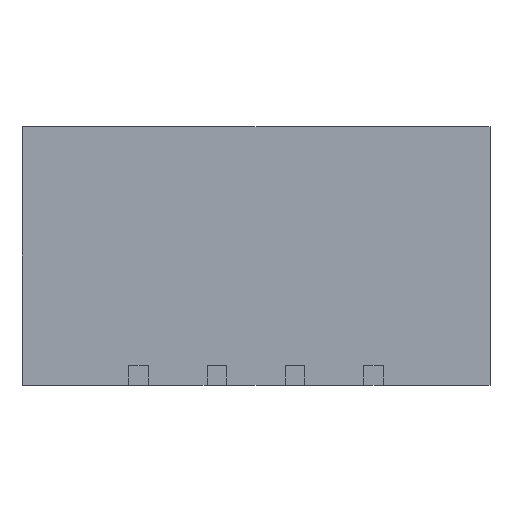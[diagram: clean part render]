
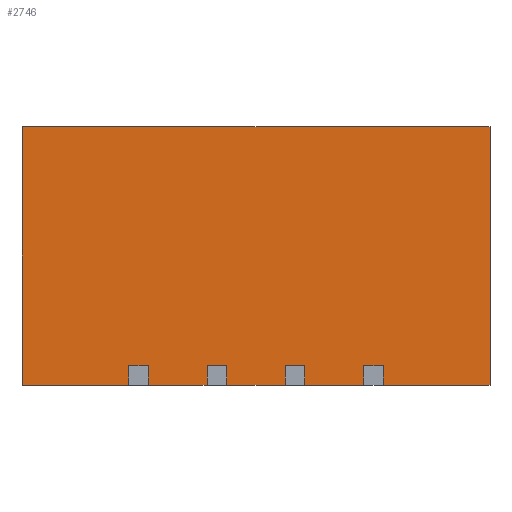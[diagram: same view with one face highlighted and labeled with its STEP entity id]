
A CAD part, front view. The second image highlights one B-rep face of the part: STEP entity #2746.
In plain terms, the highlighted planar face has unit normal (0, -1, 0).
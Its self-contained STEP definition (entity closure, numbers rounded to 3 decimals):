
#1270=CARTESIAN_POINT('',(-3.25,-5.0,0.5));
#1271=VERTEX_POINT('',#1270);
#1272=CARTESIAN_POINT('',(-2.75,-5.0,0.5));
#1273=VERTEX_POINT('',#1272);
#1274=CARTESIAN_POINT('',(-3.0,-5.0,0.5));
#1275=DIRECTION('',(1.0,0.0,-0.0));
#1276=VECTOR('',#1275,1.0);
#1277=LINE('',#1274,#1276);
#1278=EDGE_CURVE('n� 1658',#1271,#1273,#1277,.T.);
#1310=CARTESIAN_POINT('',(-1.25,-5.0,0.5));
#1311=VERTEX_POINT('',#1310);
#1312=CARTESIAN_POINT('',(-0.75,-5.0,0.5));
#1313=VERTEX_POINT('',#1312);
#1314=CARTESIAN_POINT('',(-1.0,-5.0,0.5));
#1315=DIRECTION('',(1.0,0.0,-0.0));
#1316=VECTOR('',#1315,1.0);
#1317=LINE('',#1314,#1316);
#1318=EDGE_CURVE('n� 1637',#1311,#1313,#1317,.T.);
#1350=CARTESIAN_POINT('',(0.75,-5.0,0.5));
#1351=VERTEX_POINT('',#1350);
#1352=CARTESIAN_POINT('',(1.25,-5.0,0.5));
#1353=VERTEX_POINT('',#1352);
#1354=CARTESIAN_POINT('',(1.0,-5.0,0.5));
#1355=DIRECTION('',(1.0,0.0,-0.0));
#1356=VECTOR('',#1355,1.0);
#1357=LINE('',#1354,#1356);
#1358=EDGE_CURVE('n� 1616',#1351,#1353,#1357,.T.);
#1390=CARTESIAN_POINT('',(2.75,-5.0,0.5));
#1391=VERTEX_POINT('',#1390);
#1392=CARTESIAN_POINT('',(3.25,-5.0,0.5));
#1393=VERTEX_POINT('',#1392);
#1394=CARTESIAN_POINT('',(3.0,-5.0,0.5));
#1395=DIRECTION('',(1.0,0.0,0.0));
#1396=VECTOR('',#1395,1.0);
#1397=LINE('',#1394,#1396);
#1398=EDGE_CURVE('n� 1595',#1391,#1393,#1397,.T.);
#1824=CARTESIAN_POINT('',(-3.25,-5.,-0.0));
#1825=VERTEX_POINT('',#1824);
#1826=CARTESIAN_POINT('',(-3.25,-5.0,0.25));
#1827=DIRECTION('',(0.0,0.,-1.0));
#1828=VECTOR('',#1827,1.0);
#1829=LINE('',#1826,#1828);
#1830=EDGE_CURVE('n� 1263',#1271,#1825,#1829,.T.);
#1871=CARTESIAN_POINT('',(-2.75,-5.,-0.0));
#1872=VERTEX_POINT('',#1871);
#1879=CARTESIAN_POINT('',(-2.75,-5.0,0.25));
#1880=DIRECTION('',(0.0,0.,1.0));
#1881=VECTOR('',#1880,1.0);
#1882=LINE('',#1879,#1881);
#1883=EDGE_CURVE('n� 1221',#1872,#1273,#1882,.T.);
#1903=CARTESIAN_POINT('',(-1.25,-5.,-0.0));
#1904=VERTEX_POINT('',#1903);
#1905=CARTESIAN_POINT('',(-1.25,-5.0,0.25));
#1906=DIRECTION('',(0.0,0.,-1.0));
#1907=VECTOR('',#1906,1.0);
#1908=LINE('',#1905,#1907);
#1909=EDGE_CURVE('n� 1200',#1311,#1904,#1908,.T.);
#1950=CARTESIAN_POINT('',(-0.75,-5.,-0.0));
#1951=VERTEX_POINT('',#1950);
#1958=CARTESIAN_POINT('',(-0.75,-5.0,0.25));
#1959=DIRECTION('',(0.0,0.,1.0));
#1960=VECTOR('',#1959,1.0);
#1961=LINE('',#1958,#1960);
#1962=EDGE_CURVE('n� 1158',#1951,#1313,#1961,.T.);
#1982=CARTESIAN_POINT('',(0.75,-5.,-0.0));
#1983=VERTEX_POINT('',#1982);
#1984=CARTESIAN_POINT('',(0.75,-5.0,0.25));
#1985=DIRECTION('',(0.0,0.,-1.0));
#1986=VECTOR('',#1985,1.0);
#1987=LINE('',#1984,#1986);
#1988=EDGE_CURVE('n� 1137',#1351,#1983,#1987,.T.);
#2029=CARTESIAN_POINT('',(1.25,-5.,-0.0));
#2030=VERTEX_POINT('',#2029);
#2037=CARTESIAN_POINT('',(1.25,-5.0,0.25));
#2038=DIRECTION('',(-0.0,0.,1.0));
#2039=VECTOR('',#2038,1.0);
#2040=LINE('',#2037,#2039);
#2041=EDGE_CURVE('n� 1095',#2030,#1353,#2040,.T.);
#2061=CARTESIAN_POINT('',(2.75,-5.,-0.0));
#2062=VERTEX_POINT('',#2061);
#2063=CARTESIAN_POINT('',(2.75,-5.0,0.25));
#2064=DIRECTION('',(0.0,0.,-1.0));
#2065=VECTOR('',#2064,1.0);
#2066=LINE('',#2063,#2065);
#2067=EDGE_CURVE('n� 1074',#1391,#2062,#2066,.T.);
#2108=CARTESIAN_POINT('',(3.25,-5.,-0.0));
#2109=VERTEX_POINT('',#2108);
#2116=CARTESIAN_POINT('',(3.25,-5.0,0.25));
#2117=DIRECTION('',(0.0,0.,1.0));
#2118=VECTOR('',#2117,1.0);
#2119=LINE('',#2116,#2118);
#2120=EDGE_CURVE('n� 1032',#2109,#1393,#2119,.T.);
#2461=CARTESIAN_POINT('',(-5.975,-5.0,6.6));
#2462=VERTEX_POINT('',#2461);
#2469=CARTESIAN_POINT('',(5.975,-5.0,6.6));
#2470=VERTEX_POINT('',#2469);
#2471=CARTESIAN_POINT('',(0.0,-5.0,6.6));
#2472=DIRECTION('',(1.0,0.0,0.0));
#2473=VECTOR('',#2472,1.0);
#2474=LINE('',#2471,#2473);
#2475=EDGE_CURVE('n� 364',#2462,#2470,#2474,.T.);
#2495=CARTESIAN_POINT('',(5.975,-5.,-0.0));
#2496=VERTEX_POINT('',#2495);
#2497=CARTESIAN_POINT('',(5.975,-5.0,3.3));
#2498=DIRECTION('',(-0.0,0.,-1.0));
#2499=VECTOR('',#2498,1.0);
#2500=LINE('',#2497,#2499);
#2501=EDGE_CURVE('n� 363',#2470,#2496,#2500,.T.);
#2520=CARTESIAN_POINT('',(0.0,-5.0,-0.0));
#2521=DIRECTION('',(-1.0,-0.0,0.0));
#2522=VECTOR('',#2521,1.0);
#2523=LINE('',#2520,#2522);
#2524=EDGE_CURVE('n� 378',#2062,#2030,#2523,.T.);
#2529=CARTESIAN_POINT('',(0.0,-5.0,-0.0));
#2530=DIRECTION('',(-1.0,-0.0,0.0));
#2531=VECTOR('',#2530,1.0);
#2532=LINE('',#2529,#2531);
#2533=EDGE_CURVE('n� 374',#1983,#1951,#2532,.T.);
#2538=CARTESIAN_POINT('',(0.0,-5.0,-0.0));
#2539=DIRECTION('',(-1.0,-0.0,0.0));
#2540=VECTOR('',#2539,1.0);
#2541=LINE('',#2538,#2540);
#2542=EDGE_CURVE('n� 370',#1904,#1872,#2541,.T.);
#2547=CARTESIAN_POINT('',(-5.975,-5.,-0.0));
#2548=VERTEX_POINT('',#2547);
#2549=CARTESIAN_POINT('',(0.0,-5.0,-0.0));
#2550=DIRECTION('',(-1.0,0.,0.0));
#2551=VECTOR('',#2550,1.0);
#2552=LINE('',#2549,#2551);
#2553=EDGE_CURVE('n� 366',#1825,#2548,#2552,.T.);
#2583=CARTESIAN_POINT('',(0.0,-5.0,-0.0));
#2584=DIRECTION('',(-1.0,-0.0,0.0));
#2585=VECTOR('',#2584,1.0);
#2586=LINE('',#2583,#2585);
#2587=EDGE_CURVE('n� 362',#2496,#2109,#2586,.T.);
#2714=ORIENTED_EDGE('',*,*,#2120,.F.);
#2715=ORIENTED_EDGE('',*,*,#2587,.F.);
#2716=ORIENTED_EDGE('',*,*,#2501,.F.);
#2717=ORIENTED_EDGE('',*,*,#2475,.F.);
#2718=CARTESIAN_POINT('',(-5.975,-5.0,3.3));
#2719=DIRECTION('',(0.0,0.,1.0));
#2720=VECTOR('',#2719,1.0);
#2721=LINE('',#2718,#2720);
#2722=EDGE_CURVE('n� 247',#2548,#2462,#2721,.T.);
#2723=ORIENTED_EDGE('',*,*,#2722,.F.);
#2724=ORIENTED_EDGE('',*,*,#2553,.F.);
#2725=ORIENTED_EDGE('',*,*,#1830,.F.);
#2726=ORIENTED_EDGE('',*,*,#1278,.T.);
#2727=ORIENTED_EDGE('',*,*,#1883,.F.);
#2728=ORIENTED_EDGE('',*,*,#2542,.F.);
#2729=ORIENTED_EDGE('',*,*,#1909,.F.);
#2730=ORIENTED_EDGE('',*,*,#1318,.T.);
#2731=ORIENTED_EDGE('',*,*,#1962,.F.);
#2732=ORIENTED_EDGE('',*,*,#2533,.F.);
#2733=ORIENTED_EDGE('',*,*,#1988,.F.);
#2734=ORIENTED_EDGE('',*,*,#1358,.T.);
#2735=ORIENTED_EDGE('',*,*,#2041,.F.);
#2736=ORIENTED_EDGE('',*,*,#2524,.F.);
#2737=ORIENTED_EDGE('',*,*,#2067,.F.);
#2738=ORIENTED_EDGE('',*,*,#1398,.T.);
#2739=EDGE_LOOP('',(
    #2714,#2715,#2716,#2717,#2723,#2724,#2725,#2726,#2727,#2728,
    #2729,#2730,#2731,#2732,#2733,#2734,#2735,#2736,#2737,#2738));
#2740=FACE_OUTER_BOUND('',#2739,.T.);
#2741=CARTESIAN_POINT('',(5.975,-5.0,-0.0));
#2742=DIRECTION('',(-0.0,1.0,0.0));
#2743=DIRECTION('',(-1.0,-0.0,-0.0));
#2744=AXIS2_PLACEMENT_3D('',#2741,#2742,#2743);
#2745=PLANE('',#2744);
#2746=ADVANCED_FACE('n� 357',(#2740),#2745,.F.);
